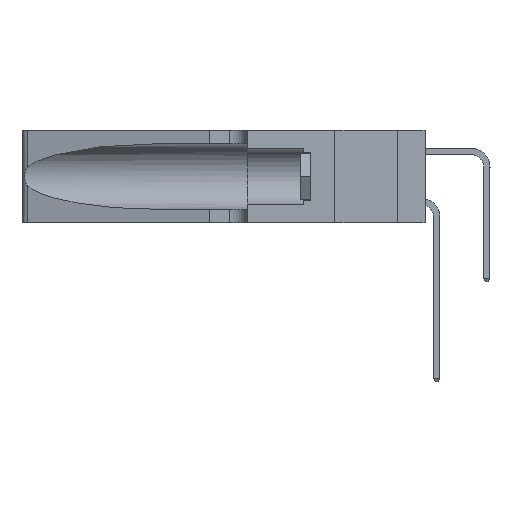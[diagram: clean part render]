
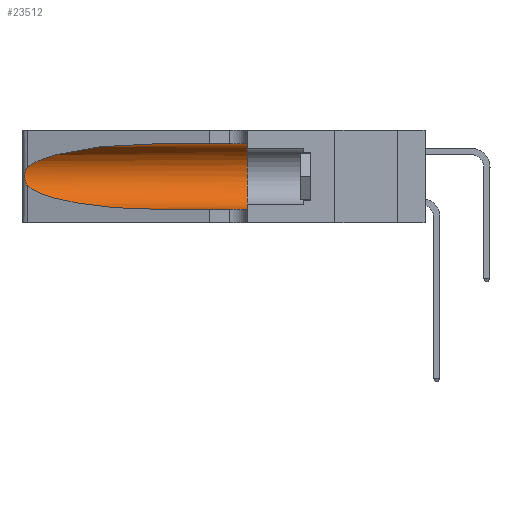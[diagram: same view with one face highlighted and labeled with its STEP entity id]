
A CAD part, left-side view. The second image highlights one B-rep face of the part: STEP entity #23512.
In plain terms, the highlighted cylindrical face has radius 3.308 mm (diameter 6.617 mm), a partial arc.
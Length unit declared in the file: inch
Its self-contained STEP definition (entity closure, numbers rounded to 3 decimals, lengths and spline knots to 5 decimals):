
#508 = AXIS2_PLACEMENT_3D ( 'NONE', #13321, #29233, #15315 ) ;
#1258 = VERTEX_POINT ( 'NONE', #12979 ) ;
#1624 = CARTESIAN_POINT ( 'NONE',  ( 0.25555, 1.22993, 0.14849 ) ) ;
#1739 = CARTESIAN_POINT ( 'NONE',  ( 0.26075, 1.23896, 0.178 ) ) ;
#1900 = EDGE_CURVE ( 'NONE', #1258, #21189, #16181, .T. ) ;
#2159 = EDGE_CURVE ( 'NONE', #4427, #10193, #10959, .T. ) ;
#2224 = ORIENTED_EDGE ( 'NONE', *, *, #13115, .T. ) ;
#2470 = CARTESIAN_POINT ( 'NONE',  ( 0.18966, 0.96281, 0.31525 ) ) ;
#2593 = EDGE_CURVE ( 'NONE', #10193, #8155, #8369, .T. ) ;
#2823 = CARTESIAN_POINT ( 'NONE',  ( 0.1305, 0.72297, 0.05475 ) ) ;
#3187 = CARTESIAN_POINT ( 'NONE',  ( 0.1305, 1.61858, 0.05475 ) ) ;
#3474 = CARTESIAN_POINT ( 'NONE',  ( 0.1305, 1.61858, 0.31525 ) ) ;
#3735 = ORIENTED_EDGE ( 'NONE', *, *, #21699, .T. ) ;
#3790 = CARTESIAN_POINT ( 'NONE',  ( 0.18966, 0.96281, 0.05475 ) ) ;
#4427 = VERTEX_POINT ( 'NONE', #26232 ) ;
#5337 = ORIENTED_EDGE ( 'NONE', *, *, #13277, .F. ) ;
#5437 = AXIS2_PLACEMENT_3D ( 'NONE', #26856, #28896, #6390 ) ;
#5731 = CIRCLE ( 'NONE', #5437, 0.13025 ) ;
#6390 = DIRECTION ( 'NONE',  ( 0., 0., 1. ) ) ;
#6897 = ORIENTED_EDGE ( 'NONE', *, *, #1900, .F. ) ;
#7577 = VECTOR ( 'NONE', #21854, 39.37008 ) ;
#8155 = VERTEX_POINT ( 'NONE', #2823 ) ;
#8274 = VECTOR ( 'NONE', #15012, 39.37008 ) ;
#8369 =( BOUNDED_CURVE ( )  B_SPLINE_CURVE ( 3, ( #26679, #21982, #3790, #19865 ),
 .UNSPECIFIED., .F., .F. ) 
 B_SPLINE_CURVE_WITH_KNOTS ( ( 4, 4 ),
 ( 3.44316, 4.71239 ),
 .UNSPECIFIED. ) 
 CURVE ( )  GEOMETRIC_REPRESENTATION_ITEM ( )  RATIONAL_B_SPLINE_CURVE ( ( 1., 0.87, 0.87, 1. ) ) 
 REPRESENTATION_ITEM ( '' )  );
#8546 = CARTESIAN_POINT ( 'NONE',  ( 0.26018, 1.23835, 0.19895 ) ) ;
#9959 = ORIENTED_EDGE ( 'NONE', *, *, #2159, .T. ) ;
#10193 = VERTEX_POINT ( 'NONE', #13439 ) ;
#10959 = B_SPLINE_CURVE_WITH_KNOTS ( 'NONE', 3,
 ( #29063, #13261, #26804, #29478, #27020, #8546, #29274, #1739, #24623, #15363, #19794, #29369, #1624, #13152 ),
 .UNSPECIFIED., .F., .F.,
 ( 4, 2, 2, 2, 2, 2, 4 ),
 ( 0., 0.00027, 0.00053, 0.00107, 0.0016, 0.00187, 0.00214 ),
 .UNSPECIFIED. ) ;
#11135 =( BOUNDED_CURVE ( )  B_SPLINE_CURVE ( 3, ( #23165, #2470, #18226, #18332 ),
 .UNSPECIFIED., .F., .T. ) 
 B_SPLINE_CURVE_WITH_KNOTS ( ( 4, 4 ),
 ( 1.5708, 2.84003 ),
 .UNSPECIFIED. ) 
 CURVE ( )  GEOMETRIC_REPRESENTATION_ITEM ( )  RATIONAL_B_SPLINE_CURVE ( ( 1., 0.87, 0.87, 1. ) ) 
 REPRESENTATION_ITEM ( '' )  );
#11411 = CARTESIAN_POINT ( 'NONE',  ( 0.1305, 0.35, 0.05475 ) ) ;
#12577 = FACE_OUTER_BOUND ( 'NONE', #24648, .T. ) ;
#12979 = CARTESIAN_POINT ( 'NONE',  ( 0.1305, 0.72297, 0.31525 ) ) ;
#13115 = EDGE_CURVE ( 'NONE', #8155, #14843, #19430, .T. ) ;
#13152 = CARTESIAN_POINT ( 'NONE',  ( 0.25487, 1.22718, 0.14631 ) ) ;
#13261 = CARTESIAN_POINT ( 'NONE',  ( 0.25555, 1.22994, 0.2215 ) ) ;
#13277 = EDGE_CURVE ( 'NONE', #21189, #14843, #5731, .T. ) ;
#13321 = CARTESIAN_POINT ( 'NONE',  ( 0.1305, 1.61858, 0.185 ) ) ;
#13439 = CARTESIAN_POINT ( 'NONE',  ( 0.25487, 1.22718, 0.14631 ) ) ;
#14843 = VERTEX_POINT ( 'NONE', #11411 ) ;
#15012 = DIRECTION ( 'NONE',  ( 0., -1., 0. ) ) ;
#15315 = DIRECTION ( 'NONE',  ( 0., 0., -1. ) ) ;
#15363 = CARTESIAN_POINT ( 'NONE',  ( 0.25856, 1.23593, 0.16098 ) ) ;
#16181 = LINE ( 'NONE', #3474, #7577 ) ;
#17077 = ORIENTED_EDGE ( 'NONE', *, *, #2593, .T. ) ;
#18226 = CARTESIAN_POINT ( 'NONE',  ( 0.2373, 1.15595, 0.28018 ) ) ;
#18332 = CARTESIAN_POINT ( 'NONE',  ( 0.25487, 1.22718, 0.22369 ) ) ;
#19430 = LINE ( 'NONE', #3187, #8274 ) ;
#19794 = CARTESIAN_POINT ( 'NONE',  ( 0.25789, 1.23486, 0.15765 ) ) ;
#19865 = CARTESIAN_POINT ( 'NONE',  ( 0.1305, 0.72297, 0.05475 ) ) ;
#20929 = CARTESIAN_POINT ( 'NONE',  ( 0.1305, 0.35, 0.31525 ) ) ;
#21189 = VERTEX_POINT ( 'NONE', #20929 ) ;
#21699 = EDGE_CURVE ( 'NONE', #1258, #4427, #11135, .T. ) ;
#21854 = DIRECTION ( 'NONE',  ( 0., -1., 0. ) ) ;
#21982 = CARTESIAN_POINT ( 'NONE',  ( 0.2373, 1.15595, 0.08982 ) ) ;
#23165 = CARTESIAN_POINT ( 'NONE',  ( 0.1305, 0.72297, 0.31525 ) ) ;
#23512 = ADVANCED_FACE ( 'NONE', ( #12577 ), #28448, .F. ) ;
#24623 = CARTESIAN_POINT ( 'NONE',  ( 0.26017, 1.23833, 0.17102 ) ) ;
#24648 = EDGE_LOOP ( 'NONE', ( #3735, #9959, #17077, #2224, #5337, #6897 ) ) ;
#26232 = CARTESIAN_POINT ( 'NONE',  ( 0.25487, 1.22718, 0.22369 ) ) ;
#26679 = CARTESIAN_POINT ( 'NONE',  ( 0.25487, 1.22718, 0.14631 ) ) ;
#26804 = CARTESIAN_POINT ( 'NONE',  ( 0.25639, 1.23184, 0.21858 ) ) ;
#26856 = CARTESIAN_POINT ( 'NONE',  ( 0.1305, 0.35, 0.185 ) ) ;
#27020 = CARTESIAN_POINT ( 'NONE',  ( 0.25854, 1.2359, 0.20912 ) ) ;
#28448 = CYLINDRICAL_SURFACE ( 'NONE', #508, 0.13025 ) ;
#28896 = DIRECTION ( 'NONE',  ( 0., 1., 0. ) ) ;
#29063 = CARTESIAN_POINT ( 'NONE',  ( 0.25487, 1.22718, 0.22369 ) ) ;
#29233 = DIRECTION ( 'NONE',  ( 0., -1., 0. ) ) ;
#29274 = CARTESIAN_POINT ( 'NONE',  ( 0.26075, 1.23896, 0.19203 ) ) ;
#29369 = CARTESIAN_POINT ( 'NONE',  ( 0.25639, 1.23186, 0.15144 ) ) ;
#29478 = CARTESIAN_POINT ( 'NONE',  ( 0.25787, 1.23484, 0.2124 ) ) ;
